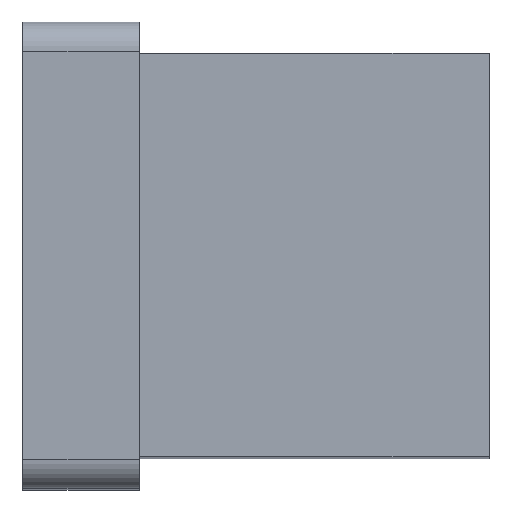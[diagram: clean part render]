
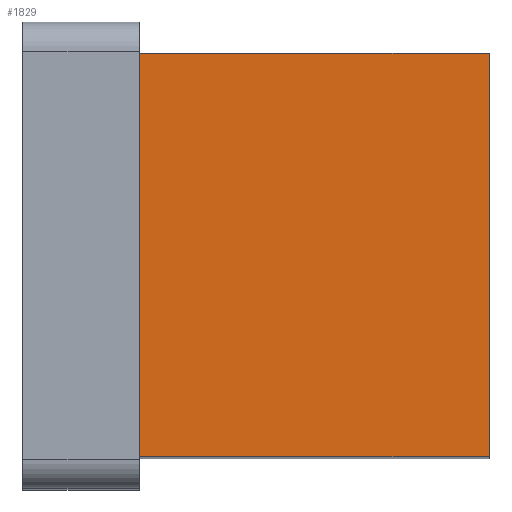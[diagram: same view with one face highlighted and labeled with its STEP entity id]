
A CAD part, top view. The second image highlights one B-rep face of the part: STEP entity #1829.
In plain terms, the highlighted planar face has unit normal (0, 0, 1).
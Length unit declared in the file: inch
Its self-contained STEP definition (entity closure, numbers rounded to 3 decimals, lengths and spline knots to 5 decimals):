
#92=PLANE('',#1911);
#185=FACE_OUTER_BOUND('',#295,.T.);
#295=EDGE_LOOP('',(#1668,#1669,#1670,#1671));
#463=LINE('',#3189,#637);
#471=LINE('',#3204,#645);
#472=LINE('',#3206,#646);
#473=LINE('',#3207,#647);
#637=VECTOR('',#2185,0.3937);
#645=VECTOR('',#2197,0.3937);
#646=VECTOR('',#2200,0.3937);
#647=VECTOR('',#2201,0.3937);
#900=VERTEX_POINT('',#3185);
#902=VERTEX_POINT('',#3188);
#906=VERTEX_POINT('',#3200);
#907=VERTEX_POINT('',#3202);
#1159=EDGE_CURVE('',#900,#902,#463,.T.);
#1167=EDGE_CURVE('',#906,#907,#471,.T.);
#1168=EDGE_CURVE('',#906,#900,#472,.T.);
#1169=EDGE_CURVE('',#902,#907,#473,.T.);
#1668=ORIENTED_EDGE('',*,*,#1168,.F.);
#1669=ORIENTED_EDGE('',*,*,#1167,.T.);
#1670=ORIENTED_EDGE('',*,*,#1169,.F.);
#1671=ORIENTED_EDGE('',*,*,#1159,.F.);
#1829=ADVANCED_FACE('',(#185),#92,.T.);
#1911=AXIS2_PLACEMENT_3D('',#3205,#2198,#2199);
#2185=DIRECTION('',(1.,0.,0.));
#2197=DIRECTION('',(1.,0.,0.));
#2198=DIRECTION('center_axis',(0.,0.,1.));
#2199=DIRECTION('ref_axis',(0.,-1.,0.));
#2200=DIRECTION('',(0.,1.,0.));
#2201=DIRECTION('',(0.,-1.,0.));
#3185=CARTESIAN_POINT('',(0.25,0.4325,0.9325));
#3188=CARTESIAN_POINT('',(1.,0.4325,0.9325));
#3189=CARTESIAN_POINT('',(0.25,0.4325,0.9325));
#3200=CARTESIAN_POINT('',(0.25,-0.4325,0.9325));
#3202=CARTESIAN_POINT('',(1.,-0.4325,0.9325));
#3204=CARTESIAN_POINT('',(0.25,-0.4325,0.9325));
#3205=CARTESIAN_POINT('Origin',(0.25,0.4325,0.9325));
#3206=CARTESIAN_POINT('',(0.25,0.21625,0.9325));
#3207=CARTESIAN_POINT('',(1.,0.4325,0.9325));
